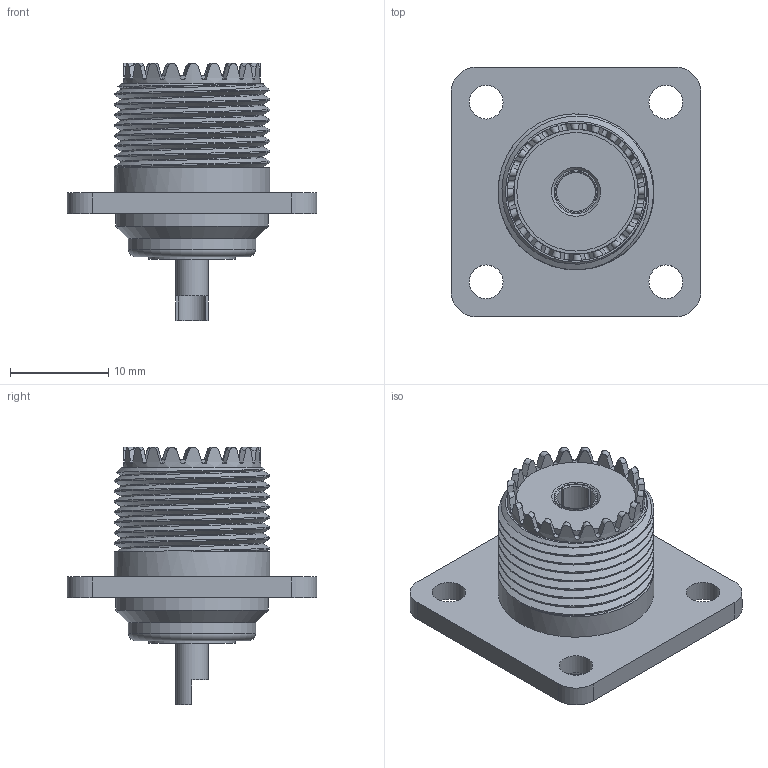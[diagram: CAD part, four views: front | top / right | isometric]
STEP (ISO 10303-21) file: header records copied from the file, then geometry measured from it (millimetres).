
FILE_DESCRIPTION (( 'STEP AP203' ), '1' );
FILE_NAME ('PE45478.step', '2020-01-16T21:02:41', ( '' ), ( '' ), 'SwSTEP 2.0', 'SolidWorks 2018', '' );
FILE_SCHEMA (( 'CONFIG_CONTROL_DESIGN' ));
Length unit declared in the file: inch
Products named in the file (1): PE45478
Bounding box: 25.4 x 25.4 x 26.21 mm (x, y, z)
Volume: 4002.8 mm3; surface area: 3062.6 mm2
Topology: 1 solids, 2 shells, 167 faces, 496 edges, 341 vertices
Faces by surface type: plane 78, cylinder 58, bspline 23, cone 7, torus 1
Full cylindrical faces by diameter (mm): 2.792 x1, 3.3 x1, 3.429 x4, 3.962 x1, 6.35 x1, 8.763 x1, 10.16 x1, 11.43 x1, 12.064 x1, 12.7 x2, 12.954 x1, 13.97 x1, 15.494 x1, 15.875 x8
Entity records: 8467 total; most frequent: CARTESIAN_POINT 4866, ORIENTED_EDGE 874, DIRECTION 529, EDGE_CURVE 437, VERTEX_POINT 312, AXIS2_PLACEMENT_3D 211, EDGE_LOOP 199, FACE_OUTER_BOUND 178
